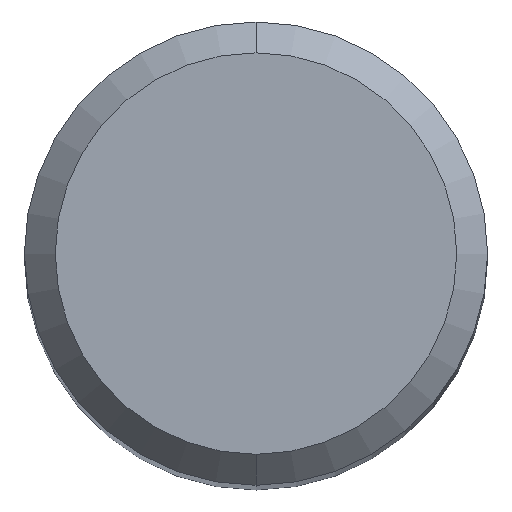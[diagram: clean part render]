
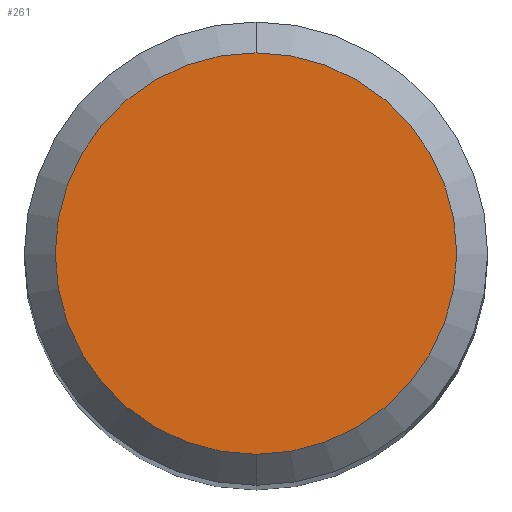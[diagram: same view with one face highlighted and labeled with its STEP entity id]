
A CAD part, top view. The second image highlights one B-rep face of the part: STEP entity #261.
In plain terms, the highlighted planar face has unit normal (0, 0, 1).
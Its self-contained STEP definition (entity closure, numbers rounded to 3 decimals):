
#177=EDGE_CURVE('',#257,#337,#468,.T.);
#257=VERTEX_POINT('',#555);
#261=ADVANCED_FACE('',(#560),#561,.T.);
#337=VERTEX_POINT('',#645);
#439=EDGE_CURVE('',#337,#257,#758,.T.);
#468=CIRCLE('',#794,2.6);
#555=CARTESIAN_POINT('',(0.,-2.6,0.0));
#560=FACE_OUTER_BOUND('',#1061,.T.);
#561=PLANE('',#1062);
#645=CARTESIAN_POINT('',(0.0,2.6,0.0));
#758=CIRCLE('',#1377,2.6);
#794=AXIS2_PLACEMENT_3D('',#1381,#1382,#1383);
#1061=EDGE_LOOP('',(#1475,#1476));
#1062=AXIS2_PLACEMENT_3D('',#1477,#1478,#1479);
#1377=AXIS2_PLACEMENT_3D('',#1712,#1713,#1714);
#1381=CARTESIAN_POINT('',(0.0,0.0,0.0));
#1382=DIRECTION('',(0.0,0.0,-1.0));
#1383=DIRECTION('',(0.0,1.0,0.0));
#1475=ORIENTED_EDGE('',*,*,#439,.F.);
#1476=ORIENTED_EDGE('',*,*,#177,.F.);
#1477=CARTESIAN_POINT('',(0.0,1.3,0.0));
#1478=DIRECTION('',(-0.0,0.0,1.0));
#1479=DIRECTION('',(0.0,-1.0,0.0));
#1712=CARTESIAN_POINT('',(0.0,0.0,0.0));
#1713=DIRECTION('',(0.0,0.0,-1.0));
#1714=DIRECTION('',(0.0,1.0,0.0));
